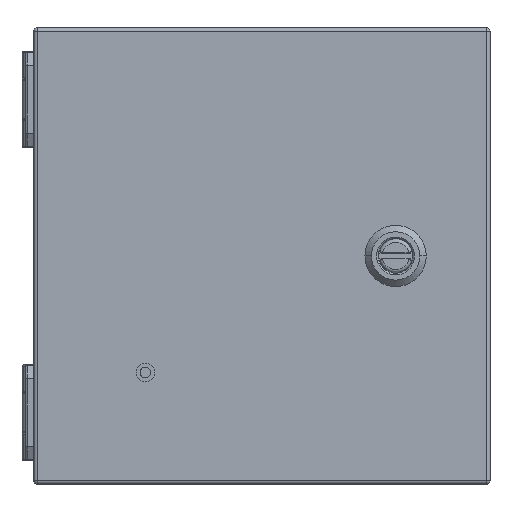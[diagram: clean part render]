
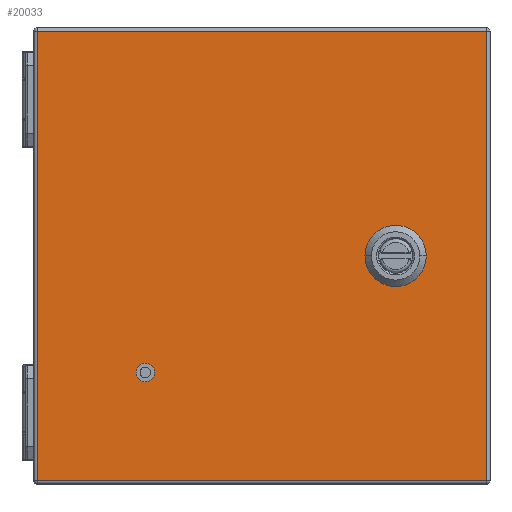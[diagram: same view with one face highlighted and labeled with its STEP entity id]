
A CAD part, top view. The second image highlights one B-rep face of the part: STEP entity #20033.
In plain terms, the highlighted planar face has unit normal (0, 0, 1).
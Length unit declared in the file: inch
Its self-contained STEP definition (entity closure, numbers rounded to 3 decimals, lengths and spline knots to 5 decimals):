
#32 = DIRECTION ( 'NONE',  ( -1., 0., 0. ) ) ;
#284 = CARTESIAN_POINT ( 'NONE',  ( 2.27342, -0.3961, 4.107 ) ) ;
#352 = EDGE_CURVE ( 'NONE', #2672, #3680, #25079, .T. ) ;
#471 = VERTEX_POINT ( 'NONE', #19017 ) ;
#698 = DIRECTION ( 'NONE',  ( 0., 1., 0. ) ) ;
#733 = VERTEX_POINT ( 'NONE', #4490 ) ;
#900 = EDGE_CURVE ( 'NONE', #23731, #19584, #12577, .T. ) ;
#1603 = EDGE_CURVE ( 'NONE', #7124, #22343, #26302, .T. ) ;
#1661 = CARTESIAN_POINT ( 'NONE',  ( 2.076, -0.19868, 4.107 ) ) ;
#1670 = VECTOR ( 'NONE', #698, 39.37008 ) ;
#1808 = CARTESIAN_POINT ( 'NONE',  ( 2.472, -0.0001, 4.107 ) ) ;
#1836 = DIRECTION ( 'NONE',  ( 0., -1., 0. ) ) ;
#2672 = VERTEX_POINT ( 'NONE', #23672 ) ;
#3480 = VECTOR ( 'NONE', #1836, 39.37008 ) ;
#3623 = EDGE_CURVE ( 'NONE', #15894, #6328, #13936, .T. ) ;
#3680 = VERTEX_POINT ( 'NONE', #1661 ) ;
#3724 = CARTESIAN_POINT ( 'NONE',  ( 2.076, -1.0001, 4.107 ) ) ;
#3735 = CARTESIAN_POINT ( 'NONE',  ( -4.1102, 4.1275, 4.107 ) ) ;
#4085 = CIRCLE ( 'NONE', #18533, 0.443 ) ;
#4117 = VECTOR ( 'NONE', #6768, 39.37008 ) ;
#4154 = VECTOR ( 'NONE', #15232, 39.37008 ) ;
#4490 = CARTESIAN_POINT ( 'NONE',  ( 4.145, 4.1275, 4.107 ) ) ;
#5213 = CARTESIAN_POINT ( 'NONE',  ( 2.472, -0.0001, 4.107 ) ) ;
#5431 = ORIENTED_EDGE ( 'NONE', *, *, #29462, .F. ) ;
#5824 = DIRECTION ( 'NONE',  ( 0., 0., 1. ) ) ;
#6010 = VECTOR ( 'NONE', #30521, 39.37008 ) ;
#6011 = DIRECTION ( 'NONE',  ( 0., 0., 1. ) ) ;
#6054 = ORIENTED_EDGE ( 'NONE', *, *, #27940, .T. ) ;
#6255 = CARTESIAN_POINT ( 'NONE',  ( -4.1102, -4.1277, 4.107 ) ) ;
#6328 = VERTEX_POINT ( 'NONE', #23619 ) ;
#6492 = CARTESIAN_POINT ( 'NONE',  ( -4.1102, -4.1877, 4.107 ) ) ;
#6768 = DIRECTION ( 'NONE',  ( -1., 0., 0. ) ) ;
#7124 = VERTEX_POINT ( 'NONE', #23434 ) ;
#7765 = DIRECTION ( 'NONE',  ( -1., 0., 0. ) ) ;
#8328 = FACE_OUTER_BOUND ( 'NONE', #14342, .T. ) ;
#8674 = DIRECTION ( 'NONE',  ( -1., 0., 0. ) ) ;
#8717 = DIRECTION ( 'NONE',  ( 0., -1., 0. ) ) ;
#8763 = VERTEX_POINT ( 'NONE', #25363 ) ;
#9274 = DIRECTION ( 'NONE',  ( -1., 0., 0. ) ) ;
#9504 = CARTESIAN_POINT ( 'NONE',  ( 2.868, 0.19848, 4.107 ) ) ;
#10188 = DIRECTION ( 'NONE',  ( -1., 0., 0. ) ) ;
#10793 = FACE_BOUND ( 'NONE', #14961, .T. ) ;
#10860 = ORIENTED_EDGE ( 'NONE', *, *, #11359, .F. ) ;
#10981 = DIRECTION ( 'NONE',  ( 1., 0., 0. ) ) ;
#11073 = ORIENTED_EDGE ( 'NONE', *, *, #16645, .F. ) ;
#11280 = LINE ( 'NONE', #30452, #4117 ) ;
#11359 = EDGE_CURVE ( 'NONE', #8763, #23425, #11838, .T. ) ;
#11646 = AXIS2_PLACEMENT_3D ( 'NONE', #1808, #25945, #9274 ) ;
#11838 = LINE ( 'NONE', #16684, #25184 ) ;
#12577 = LINE ( 'NONE', #19916, #4154 ) ;
#12685 = DIRECTION ( 'NONE',  ( 0., 0., 1. ) ) ;
#13464 = CARTESIAN_POINT ( 'NONE',  ( 4.145, -4.1277, 4.107 ) ) ;
#13936 = LINE ( 'NONE', #20975, #27590 ) ;
#14304 = EDGE_CURVE ( 'NONE', #733, #24511, #11280, .T. ) ;
#14342 = EDGE_LOOP ( 'NONE', ( #26327, #6054, #20409, #22653 ) ) ;
#14365 = CARTESIAN_POINT ( 'NONE',  ( 2.27342, 0.3959, 4.107 ) ) ;
#14394 = DIRECTION ( 'NONE',  ( -1., 0., 0. ) ) ;
#14708 = DIRECTION ( 'NONE',  ( 0., 0., 1. ) ) ;
#14961 = EDGE_LOOP ( 'NONE', ( #19331 ) ) ;
#15232 = DIRECTION ( 'NONE',  ( 1., 0., 0. ) ) ;
#15638 = CIRCLE ( 'NONE', #22631, 0.443 ) ;
#15894 = VERTEX_POINT ( 'NONE', #284 ) ;
#16595 = ORIENTED_EDGE ( 'NONE', *, *, #29232, .F. ) ;
#16645 = EDGE_CURVE ( 'NONE', #23425, #2672, #16844, .T. ) ;
#16684 = CARTESIAN_POINT ( 'NONE',  ( 1.0173, 0.3959, 4.107 ) ) ;
#16844 = CIRCLE ( 'NONE', #17847, 0.443 ) ;
#17349 = LINE ( 'NONE', #22049, #1670 ) ;
#17727 = LINE ( 'NONE', #6492, #3480 ) ;
#17847 = AXIS2_PLACEMENT_3D ( 'NONE', #22050, #12685, #20173 ) ;
#18070 = EDGE_CURVE ( 'NONE', #24511, #23731, #17727, .T. ) ;
#18533 = AXIS2_PLACEMENT_3D ( 'NONE', #5213, #14708, #14394 ) ;
#18582 = CIRCLE ( 'NONE', #28040, 0.09655 ) ;
#19017 = CARTESIAN_POINT ( 'NONE',  ( -2.21875, -2.1397, 4.107 ) ) ;
#19331 = ORIENTED_EDGE ( 'NONE', *, *, #22748, .F. ) ;
#19584 = VERTEX_POINT ( 'NONE', #13464 ) ;
#19857 = PLANE ( 'NONE',  #20482 ) ;
#19916 = CARTESIAN_POINT ( 'NONE',  ( 4.205, -4.1277, 4.107 ) ) ;
#20033 = ADVANCED_FACE ( 'NONE', ( #27032, #10793, #8328 ), #19857, .T. ) ;
#20173 = DIRECTION ( 'NONE',  ( -1., 0., 0. ) ) ;
#20409 = ORIENTED_EDGE ( 'NONE', *, *, #14304, .T. ) ;
#20482 = AXIS2_PLACEMENT_3D ( 'NONE', #27476, #5824, #10188 ) ;
#20975 = CARTESIAN_POINT ( 'NONE',  ( 1.0173, -0.3961, 4.107 ) ) ;
#21142 = CIRCLE ( 'NONE', #11646, 0.443 ) ;
#21949 = CARTESIAN_POINT ( 'NONE',  ( -2.1222, -2.1397, 4.107 ) ) ;
#22049 = CARTESIAN_POINT ( 'NONE',  ( 4.145, 4.1875, 4.107 ) ) ;
#22050 = CARTESIAN_POINT ( 'NONE',  ( 2.472, -0.0001, 4.107 ) ) ;
#22343 = VERTEX_POINT ( 'NONE', #9504 ) ;
#22415 = ORIENTED_EDGE ( 'NONE', *, *, #29120, .F. ) ;
#22631 = AXIS2_PLACEMENT_3D ( 'NONE', #29698, #6011, #8674 ) ;
#22653 = ORIENTED_EDGE ( 'NONE', *, *, #18070, .T. ) ;
#22748 = EDGE_CURVE ( 'NONE', #471, #471, #18582, .T. ) ;
#23425 = VERTEX_POINT ( 'NONE', #14365 ) ;
#23434 = CARTESIAN_POINT ( 'NONE',  ( 2.868, -0.19868, 4.107 ) ) ;
#23619 = CARTESIAN_POINT ( 'NONE',  ( 2.67058, -0.3961, 4.107 ) ) ;
#23637 = EDGE_LOOP ( 'NONE', ( #11073, #10860, #22415, #27348, #16595, #28037, #5431, #26801 ) ) ;
#23672 = CARTESIAN_POINT ( 'NONE',  ( 2.076, 0.19848, 4.107 ) ) ;
#23731 = VERTEX_POINT ( 'NONE', #6255 ) ;
#24511 = VERTEX_POINT ( 'NONE', #3735 ) ;
#25079 = LINE ( 'NONE', #3724, #28433 ) ;
#25184 = VECTOR ( 'NONE', #32, 39.37008 ) ;
#25363 = CARTESIAN_POINT ( 'NONE',  ( 2.67058, 0.3959, 4.107 ) ) ;
#25945 = DIRECTION ( 'NONE',  ( 0., 0., 1. ) ) ;
#26302 = LINE ( 'NONE', #28191, #6010 ) ;
#26327 = ORIENTED_EDGE ( 'NONE', *, *, #900, .T. ) ;
#26801 = ORIENTED_EDGE ( 'NONE', *, *, #352, .F. ) ;
#27032 = FACE_BOUND ( 'NONE', #23637, .T. ) ;
#27348 = ORIENTED_EDGE ( 'NONE', *, *, #1603, .F. ) ;
#27476 = CARTESIAN_POINT ( 'NONE',  ( 1.0173, -1.0001, 4.107 ) ) ;
#27590 = VECTOR ( 'NONE', #10981, 39.37008 ) ;
#27940 = EDGE_CURVE ( 'NONE', #19584, #733, #17349, .T. ) ;
#28037 = ORIENTED_EDGE ( 'NONE', *, *, #3623, .F. ) ;
#28040 = AXIS2_PLACEMENT_3D ( 'NONE', #21949, #29707, #7765 ) ;
#28191 = CARTESIAN_POINT ( 'NONE',  ( 2.868, -1.0001, 4.107 ) ) ;
#28433 = VECTOR ( 'NONE', #8717, 39.37008 ) ;
#29120 = EDGE_CURVE ( 'NONE', #22343, #8763, #15638, .T. ) ;
#29232 = EDGE_CURVE ( 'NONE', #6328, #7124, #21142, .T. ) ;
#29462 = EDGE_CURVE ( 'NONE', #3680, #15894, #4085, .T. ) ;
#29698 = CARTESIAN_POINT ( 'NONE',  ( 2.472, -0.0001, 4.107 ) ) ;
#29707 = DIRECTION ( 'NONE',  ( 0., 0., 1. ) ) ;
#30452 = CARTESIAN_POINT ( 'NONE',  ( -4.1702, 4.1275, 4.107 ) ) ;
#30521 = DIRECTION ( 'NONE',  ( 0., 1., 0. ) ) ;
